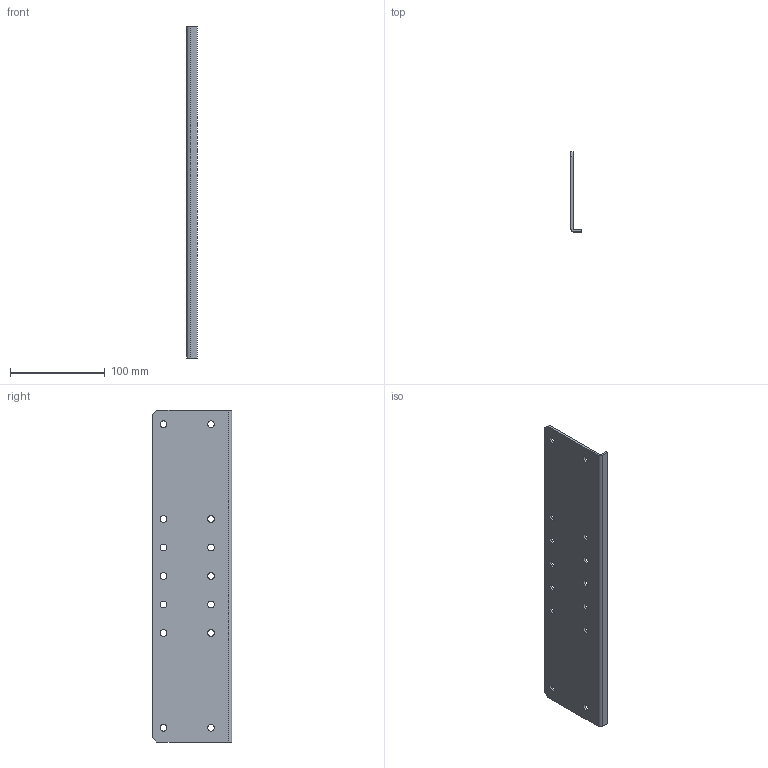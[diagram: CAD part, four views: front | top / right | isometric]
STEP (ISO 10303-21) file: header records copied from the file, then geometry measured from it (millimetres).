
FILE_DESCRIPTION (( 'STEP AP203' ), '1' );
FILE_NAME ('Âíåøíèé ñîåäèíèòåëü GTO LI 100_LG1200.STEP', '2012-12-18T07:21:52', ( 'Àñååâ' ), ( '' ), 'SwSTEP 2.0', 'SolidWorks 2012', '' );
FILE_SCHEMA (( 'CONFIG_CONTROL_DESIGN' ));
Length unit declared in the file: millimetre
Products named in the file (1): Âíåøíèé ñîåäèíèòåëü GTO LI 100_LG1200
Bounding box: 11 x 84 x 350 mm (x, y, z)
Volume: 78683 mm3; surface area: 65909.2 mm2
Topology: 1 solids, 1 shells, 26 faces, 72 edges, 48 vertices
Faces by surface type: cylinder 16, plane 10
Full cylindrical faces by diameter (mm): 7 x14
Entity records: 911 total; most frequent: DIRECTION 144, CARTESIAN_POINT 133, ORIENTED_EDGE 116, EDGE_LOOP 68, AXIS2_PLACEMENT_3D 59, EDGE_CURVE 58, VERTEX_POINT 48, FACE_OUTER_BOUND 40
